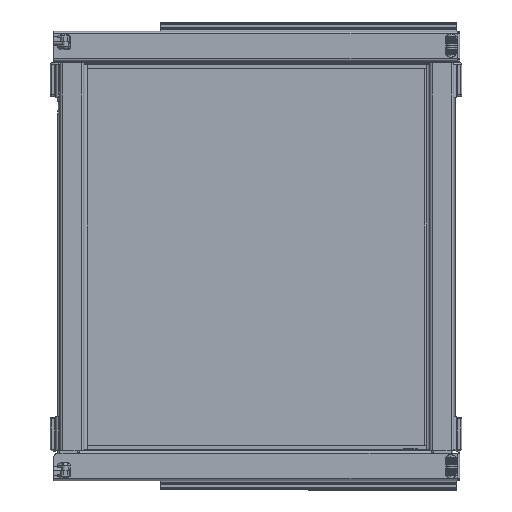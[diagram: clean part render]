
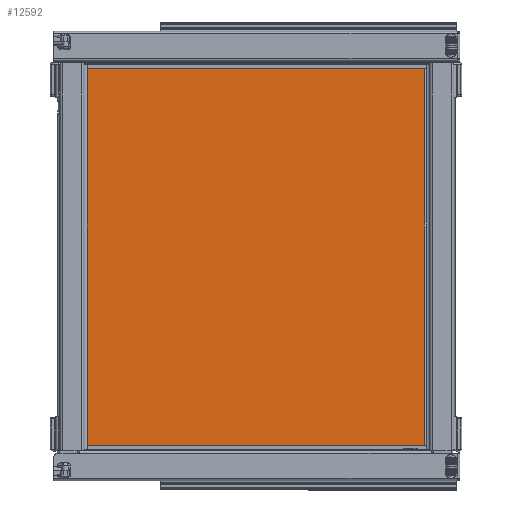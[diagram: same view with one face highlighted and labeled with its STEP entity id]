
A CAD part, top view. The second image highlights one B-rep face of the part: STEP entity #12592.
In plain terms, the highlighted face is planar.
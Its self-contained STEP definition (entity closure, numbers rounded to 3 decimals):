
#5123 = FACE_OUTER_BOUND ( 'NONE', #86683, .T. ) ;
#8103 = EDGE_CURVE ( 'NONE', #28807, #45261, #59559, .T. ) ;
#12592 = ADVANCED_FACE ( 'NONE', ( #5123 ), #54979, .T. ) ;
#19586 = ORIENTED_EDGE ( 'NONE', *, *, #81992, .F. ) ;
#22611 = LINE ( 'NONE', #37084, #46345 ) ;
#22755 = CARTESIAN_POINT ( 'NONE',  ( 196.5, 7.5, 0. ) ) ;
#24414 = LINE ( 'NONE', #55450, #53559 ) ;
#25062 = VECTOR ( 'NONE', #67080, 1000. ) ;
#26251 = EDGE_CURVE ( 'NONE', #67128, #81035, #24414, .T. ) ;
#28035 = ORIENTED_EDGE ( 'NONE', *, *, #26251, .T. ) ;
#28807 = VERTEX_POINT ( 'NONE', #29813 ) ;
#29813 = CARTESIAN_POINT ( 'NONE',  ( 196.5, 7.5, 221. ) ) ;
#30955 = ORIENTED_EDGE ( 'NONE', *, *, #8103, .T. ) ;
#32517 = DIRECTION ( 'NONE',  ( 0., 0., 1. ) ) ;
#37084 = CARTESIAN_POINT ( 'NONE',  ( -199., 7.5, 0. ) ) ;
#40266 = DIRECTION ( 'NONE',  ( 0., 0., -1. ) ) ;
#45261 = VERTEX_POINT ( 'NONE', #52910 ) ;
#46345 = VECTOR ( 'NONE', #32517, 1000. ) ;
#52910 = CARTESIAN_POINT ( 'NONE',  ( -199., 7.5, 221. ) ) ;
#53559 = VECTOR ( 'NONE', #75806, 1000. ) ;
#54979 = PLANE ( 'NONE',  #57667 ) ;
#55450 = CARTESIAN_POINT ( 'NONE',  ( -199., 7.5, -221. ) ) ;
#57667 = AXIS2_PLACEMENT_3D ( 'NONE', #87942, #75326, #40266 ) ;
#59559 = LINE ( 'NONE', #61680, #25062 ) ;
#61680 = CARTESIAN_POINT ( 'NONE',  ( -199., 7.5, 221. ) ) ;
#62019 = CARTESIAN_POINT ( 'NONE',  ( 196.5, 7.5, -221. ) ) ;
#67080 = DIRECTION ( 'NONE',  ( -1., 0., 0. ) ) ;
#67128 = VERTEX_POINT ( 'NONE', #71942 ) ;
#67310 = LINE ( 'NONE', #22755, #73739 ) ;
#71942 = CARTESIAN_POINT ( 'NONE',  ( -199., 7.5, -221. ) ) ;
#73739 = VECTOR ( 'NONE', #77763, 1000. ) ;
#75326 = DIRECTION ( 'NONE',  ( 0., -1., 0. ) ) ;
#75806 = DIRECTION ( 'NONE',  ( 1., 0., 0. ) ) ;
#77763 = DIRECTION ( 'NONE',  ( 0., 0., -1. ) ) ;
#81035 = VERTEX_POINT ( 'NONE', #62019 ) ;
#81992 = EDGE_CURVE ( 'NONE', #28807, #81035, #67310, .T. ) ;
#86296 = EDGE_CURVE ( 'NONE', #67128, #45261, #22611, .T. ) ;
#86683 = EDGE_LOOP ( 'NONE', ( #30955, #87647, #28035, #19586 ) ) ;
#87647 = ORIENTED_EDGE ( 'NONE', *, *, #86296, .F. ) ;
#87942 = CARTESIAN_POINT ( 'NONE',  ( 196.5, 7.5, 0. ) ) ;
